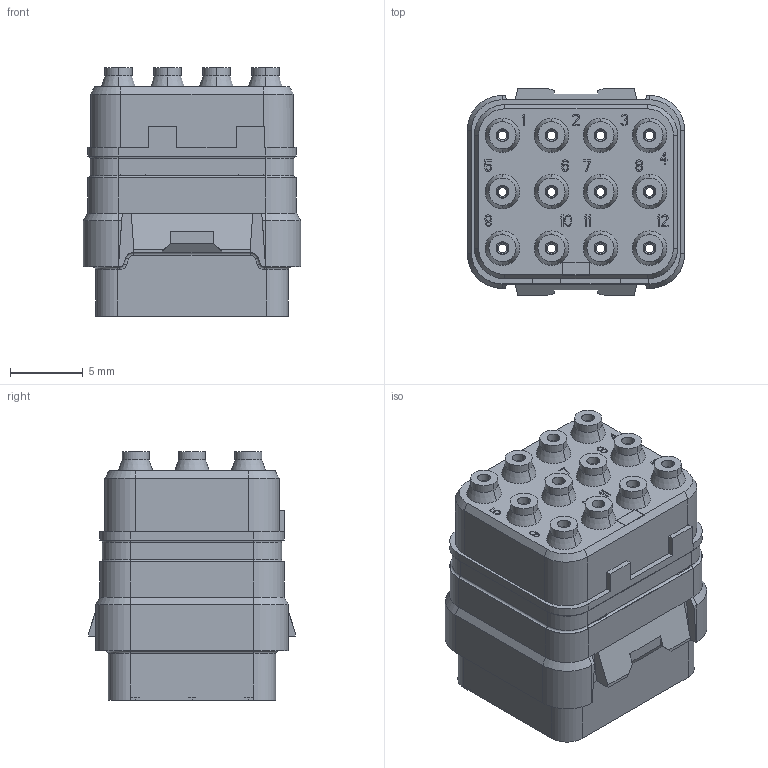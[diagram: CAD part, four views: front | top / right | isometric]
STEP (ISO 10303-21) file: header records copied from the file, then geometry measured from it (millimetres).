
FILE_DESCRIPTION((''),'2;1');
FILE_NAME('SIMM1220PB','2019-12-02T',('presta_be4'),(''),'CREO PARAMETRIC BY PTC INC, 2018360','CREO PARAMETRIC BY PTC INC, 2018360','');
FILE_SCHEMA(('CONFIG_CONTROL_DESIGN'));
Length unit declared in the file: millimetre
Products named in the file (1): SIMM1220PB
Bounding box: 15 x 14.25 x 17.14 mm (x, y, z)
Volume: 1536.5 mm3; surface area: 3094.9 mm2
Topology: 1 solids, 1 shells, 2050 faces, 5118 edges, 3178 vertices
Faces by surface type: plane 1178, cylinder 360, torus 308, cone 204
Entity records: 60455 total; most frequent: DIRECTION 10639, CARTESIAN_POINT 10412, ORIENTED_EDGE 10236, EDGE_CURVE 5118, VECTOR 3681, LINE 3681, AXIS2_PLACEMENT_3D 3479, VERTEX_POINT 3178
